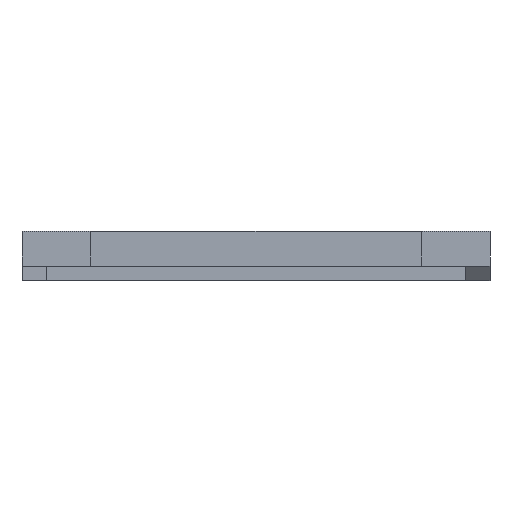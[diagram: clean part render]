
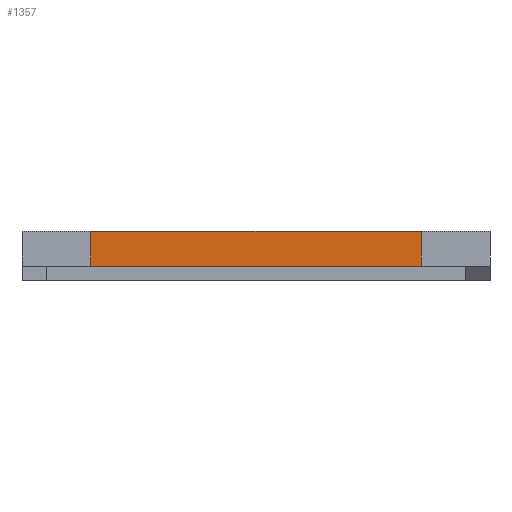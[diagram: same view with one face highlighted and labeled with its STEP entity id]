
A CAD part, front view. The second image highlights one B-rep face of the part: STEP entity #1357.
In plain terms, the highlighted planar face has unit normal (0, -1, 0).
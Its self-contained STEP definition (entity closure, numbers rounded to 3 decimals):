
#47 = CARTESIAN_POINT ( 'NONE',  ( 20.445, -17.752, 1.78 ) ) ;
#124 = CARTESIAN_POINT ( 'NONE',  ( -20.445, -17.752, 6.1 ) ) ;
#129 = VERTEX_POINT ( 'NONE', #2667 ) ;
#232 = CARTESIAN_POINT ( 'NONE',  ( -20.445, -17.752, 6.1 ) ) ;
#422 = DIRECTION ( 'NONE',  ( 0., 0., -1. ) ) ;
#472 = CARTESIAN_POINT ( 'NONE',  ( 20.445, -17.752, 1.78 ) ) ;
#473 = B_SPLINE_CURVE_WITH_KNOTS ( 'NONE', 1,
 ( #472, #2109 ),
 .UNSPECIFIED., .F., .F.,
 ( 2, 2 ),
 ( 0., 0.144 ),
 .UNSPECIFIED. ) ;
#570 = VERTEX_POINT ( 'NONE', #1036 ) ;
#711 = ORIENTED_EDGE ( 'NONE', *, *, #1883, .F. ) ;
#738 = ORIENTED_EDGE ( 'NONE', *, *, #1760, .T. ) ;
#818 = DIRECTION ( 'NONE',  ( 0., -1., 0. ) ) ;
#1023 = FACE_OUTER_BOUND ( 'NONE', #2647, .T. ) ;
#1036 = CARTESIAN_POINT ( 'NONE',  ( 20.445, -17.752, 1.78 ) ) ;
#1072 = CARTESIAN_POINT ( 'NONE',  ( -20.445, -17.752, 1.78 ) ) ;
#1124 = VERTEX_POINT ( 'NONE', #232 ) ;
#1165 = EDGE_CURVE ( 'NONE', #1215, #1124, #2204, .T. ) ;
#1172 = CARTESIAN_POINT ( 'NONE',  ( -20.445, -17.752, 6.1 ) ) ;
#1215 = VERTEX_POINT ( 'NONE', #1383 ) ;
#1242 = ORIENTED_EDGE ( 'NONE', *, *, #2137, .F. ) ;
#1357 = ADVANCED_FACE ( 'NONE', ( #1023 ), #1828, .T. ) ;
#1383 = CARTESIAN_POINT ( 'NONE',  ( -20.445, -17.752, 1.78 ) ) ;
#1577 = CARTESIAN_POINT ( 'NONE',  ( -20.445, -17.752, 1.78 ) ) ;
#1605 = AXIS2_PLACEMENT_3D ( 'NONE', #2669, #818, #422 ) ;
#1760 = EDGE_CURVE ( 'NONE', #570, #129, #473, .T. ) ;
#1783 = ORIENTED_EDGE ( 'NONE', *, *, #1165, .F. ) ;
#1828 = PLANE ( 'NONE',  #1605 ) ;
#1880 = B_SPLINE_CURVE_WITH_KNOTS ( 'NONE', 1,
 ( #124, #1940 ),
 .UNSPECIFIED., .F., .F.,
 ( 2, 2 ),
 ( 0.147, 0.853 ),
 .UNSPECIFIED. ) ;
#1883 = EDGE_CURVE ( 'NONE', #1124, #129, #1880, .T. ) ;
#1940 = CARTESIAN_POINT ( 'NONE',  ( 20.445, -17.752, 6.1 ) ) ;
#2109 = CARTESIAN_POINT ( 'NONE',  ( 20.445, -17.752, 6.1 ) ) ;
#2123 = B_SPLINE_CURVE_WITH_KNOTS ( 'NONE', 1,
 ( #47, #1072 ),
 .UNSPECIFIED., .F., .F.,
 ( 2, 2 ),
 ( -0.853, -0.147 ),
 .UNSPECIFIED. ) ;
#2137 = EDGE_CURVE ( 'NONE', #570, #1215, #2123, .T. ) ;
#2204 = B_SPLINE_CURVE_WITH_KNOTS ( 'NONE', 1,
 ( #1577, #1172 ),
 .UNSPECIFIED., .F., .F.,
 ( 2, 2 ),
 ( 0., 4.32 ),
 .UNSPECIFIED. ) ;
#2647 = EDGE_LOOP ( 'NONE', ( #738, #711, #1783, #1242 ) ) ;
#2667 = CARTESIAN_POINT ( 'NONE',  ( 20.445, -17.752, 6.1 ) ) ;
#2669 = CARTESIAN_POINT ( 'NONE',  ( -28.955, -17.752, 1.78 ) ) ;
